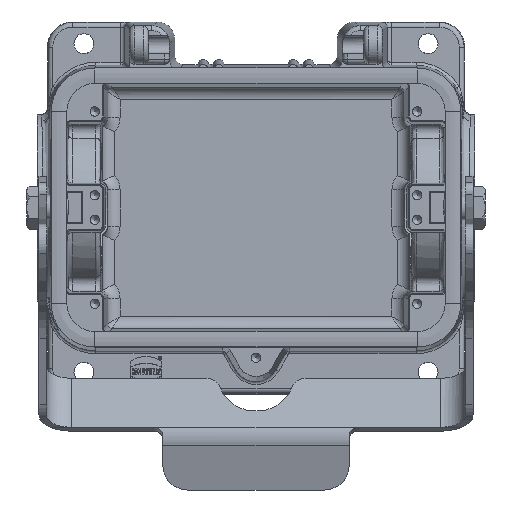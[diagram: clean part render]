
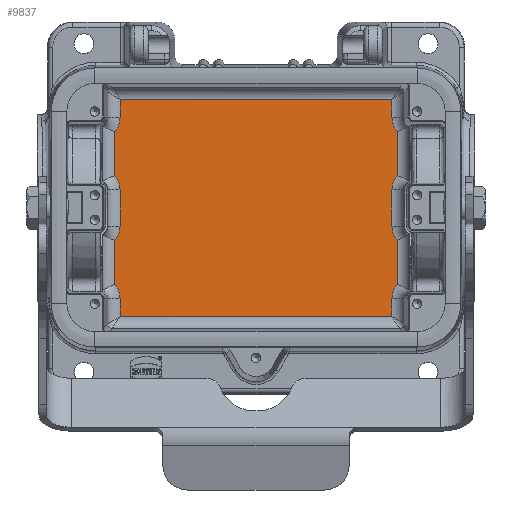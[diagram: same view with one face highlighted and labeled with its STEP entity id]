
A CAD part, top view. The second image highlights one B-rep face of the part: STEP entity #9837.
In plain terms, the highlighted planar face has unit normal (0, 0, 1).
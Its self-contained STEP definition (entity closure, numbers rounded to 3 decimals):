
#9662=CARTESIAN_POINT('',(0.0,0.0,-81.9));
#9663=DIRECTION('',(0.0,0.0,1.0));
#9664=DIRECTION('',(1.0,0.0,0.0));
#9665=AXIS2_PLACEMENT_3D('',#9662,#9663,#9664);
#9666=PLANE('',#9665);
#9667=CARTESIAN_POINT('',(-45.565,10.421,-81.9));
#9668=VERTEX_POINT('',#9667);
#9669=CARTESIAN_POINT('',(-43.865,5.9,-81.9));
#9670=VERTEX_POINT('',#9669);
#9671=CARTESIAN_POINT('',(-50.725,5.9,-81.9));
#9672=DIRECTION('',(0.0,0.0,-1.0));
#9673=DIRECTION('',(1.0,0.0,0.0));
#9674=AXIS2_PLACEMENT_3D('',#9671,#9672,#9673);
#9675=CIRCLE('',#9674,6.86);
#9676=EDGE_CURVE('',#9668,#9670,#9675,.T.);
#9677=ORIENTED_EDGE('',*,*,#9676,.T.);
#9678=CARTESIAN_POINT('',(-43.865,-5.9,-81.9));
#9679=VERTEX_POINT('',#9678);
#9680=CARTESIAN_POINT('',(-43.865,5.9,-81.9));
#9681=DIRECTION('',(0.0,-1.0,0.0));
#9682=VECTOR('',#9681,11.8);
#9683=LINE('',#9680,#9682);
#9684=EDGE_CURVE('',#9670,#9679,#9683,.T.);
#9685=ORIENTED_EDGE('',*,*,#9684,.T.);
#9686=CARTESIAN_POINT('',(-45.565,-10.421,-81.9));
#9687=VERTEX_POINT('',#9686);
#9688=CARTESIAN_POINT('',(-50.725,-5.9,-81.9));
#9689=DIRECTION('',(0.0,0.0,-1.0));
#9690=DIRECTION('',(1.0,0.0,0.0));
#9691=AXIS2_PLACEMENT_3D('',#9688,#9689,#9690);
#9692=CIRCLE('',#9691,6.86);
#9693=EDGE_CURVE('',#9679,#9687,#9692,.T.);
#9694=ORIENTED_EDGE('',*,*,#9693,.T.);
#9695=CARTESIAN_POINT('',(-45.565,-24.679,-81.9));
#9696=VERTEX_POINT('',#9695);
#9697=CARTESIAN_POINT('',(-45.565,-10.421,-81.9));
#9698=DIRECTION('',(0.0,-1.0,0.0));
#9699=VECTOR('',#9698,14.258);
#9700=LINE('',#9697,#9699);
#9701=EDGE_CURVE('',#9687,#9696,#9700,.T.);
#9702=ORIENTED_EDGE('',*,*,#9701,.T.);
#9703=CARTESIAN_POINT('',(-43.865,-29.2,-81.9));
#9704=VERTEX_POINT('',#9703);
#9705=CARTESIAN_POINT('',(-50.725,-29.2,-81.9));
#9706=DIRECTION('',(0.0,0.0,-1.0));
#9707=DIRECTION('',(1.0,0.0,0.0));
#9708=AXIS2_PLACEMENT_3D('',#9705,#9706,#9707);
#9709=CIRCLE('',#9708,6.86);
#9710=EDGE_CURVE('',#9696,#9704,#9709,.T.);
#9711=ORIENTED_EDGE('',*,*,#9710,.T.);
#9712=CARTESIAN_POINT('',(-43.865,-34.94,-81.9));
#9713=VERTEX_POINT('',#9712);
#9714=CARTESIAN_POINT('',(-43.865,-29.2,-81.9));
#9715=DIRECTION('',(0.0,-1.0,0.0));
#9716=VECTOR('',#9715,5.74);
#9717=LINE('',#9714,#9716);
#9718=EDGE_CURVE('',#9704,#9713,#9717,.T.);
#9719=ORIENTED_EDGE('',*,*,#9718,.T.);
#9720=CARTESIAN_POINT('',(43.865,-34.94,-81.9));
#9721=VERTEX_POINT('',#9720);
#9722=CARTESIAN_POINT('',(-43.865,-34.94,-81.9));
#9723=DIRECTION('',(1.0,0.0,0.0));
#9724=VECTOR('',#9723,87.729);
#9725=LINE('',#9722,#9724);
#9726=EDGE_CURVE('',#9713,#9721,#9725,.T.);
#9727=ORIENTED_EDGE('',*,*,#9726,.T.);
#9728=CARTESIAN_POINT('',(43.865,-29.2,-81.9));
#9729=VERTEX_POINT('',#9728);
#9730=CARTESIAN_POINT('',(43.865,-34.94,-81.9));
#9731=DIRECTION('',(0.0,1.0,0.0));
#9732=VECTOR('',#9731,5.74);
#9733=LINE('',#9730,#9732);
#9734=EDGE_CURVE('',#9721,#9729,#9733,.T.);
#9735=ORIENTED_EDGE('',*,*,#9734,.T.);
#9736=CARTESIAN_POINT('',(45.565,-24.679,-81.9));
#9737=VERTEX_POINT('',#9736);
#9738=CARTESIAN_POINT('',(50.725,-29.2,-81.9));
#9739=DIRECTION('',(0.0,0.0,-1.0));
#9740=DIRECTION('',(1.0,0.0,0.0));
#9741=AXIS2_PLACEMENT_3D('',#9738,#9739,#9740);
#9742=CIRCLE('',#9741,6.86);
#9743=EDGE_CURVE('',#9729,#9737,#9742,.T.);
#9744=ORIENTED_EDGE('',*,*,#9743,.T.);
#9745=CARTESIAN_POINT('',(45.565,-10.421,-81.9));
#9746=VERTEX_POINT('',#9745);
#9747=CARTESIAN_POINT('',(45.565,-24.679,-81.9));
#9748=DIRECTION('',(0.0,1.0,0.0));
#9749=VECTOR('',#9748,14.258);
#9750=LINE('',#9747,#9749);
#9751=EDGE_CURVE('',#9737,#9746,#9750,.T.);
#9752=ORIENTED_EDGE('',*,*,#9751,.T.);
#9753=CARTESIAN_POINT('',(43.865,-5.9,-81.9));
#9754=VERTEX_POINT('',#9753);
#9755=CARTESIAN_POINT('',(50.725,-5.9,-81.9));
#9756=DIRECTION('',(0.0,0.0,-1.0));
#9757=DIRECTION('',(1.0,0.0,0.0));
#9758=AXIS2_PLACEMENT_3D('',#9755,#9756,#9757);
#9759=CIRCLE('',#9758,6.86);
#9760=EDGE_CURVE('',#9746,#9754,#9759,.T.);
#9761=ORIENTED_EDGE('',*,*,#9760,.T.);
#9762=CARTESIAN_POINT('',(43.865,5.9,-81.9));
#9763=VERTEX_POINT('',#9762);
#9764=CARTESIAN_POINT('',(43.865,-5.9,-81.9));
#9765=DIRECTION('',(0.0,1.0,0.0));
#9766=VECTOR('',#9765,11.8);
#9767=LINE('',#9764,#9766);
#9768=EDGE_CURVE('',#9754,#9763,#9767,.T.);
#9769=ORIENTED_EDGE('',*,*,#9768,.T.);
#9770=CARTESIAN_POINT('',(45.565,10.421,-81.9));
#9771=VERTEX_POINT('',#9770);
#9772=CARTESIAN_POINT('',(50.725,5.9,-81.9));
#9773=DIRECTION('',(0.0,0.0,-1.0));
#9774=DIRECTION('',(1.0,0.0,0.0));
#9775=AXIS2_PLACEMENT_3D('',#9772,#9773,#9774);
#9776=CIRCLE('',#9775,6.86);
#9777=EDGE_CURVE('',#9763,#9771,#9776,.T.);
#9778=ORIENTED_EDGE('',*,*,#9777,.T.);
#9779=CARTESIAN_POINT('',(45.565,24.679,-81.9));
#9780=VERTEX_POINT('',#9779);
#9781=CARTESIAN_POINT('',(45.565,10.421,-81.9));
#9782=DIRECTION('',(0.0,1.0,0.0));
#9783=VECTOR('',#9782,14.258);
#9784=LINE('',#9781,#9783);
#9785=EDGE_CURVE('',#9771,#9780,#9784,.T.);
#9786=ORIENTED_EDGE('',*,*,#9785,.T.);
#9787=CARTESIAN_POINT('',(43.865,29.2,-81.9));
#9788=VERTEX_POINT('',#9787);
#9789=CARTESIAN_POINT('',(50.725,29.2,-81.9));
#9790=DIRECTION('',(0.0,0.0,-1.0));
#9791=DIRECTION('',(1.0,0.0,0.0));
#9792=AXIS2_PLACEMENT_3D('',#9789,#9790,#9791);
#9793=CIRCLE('',#9792,6.86);
#9794=EDGE_CURVE('',#9780,#9788,#9793,.T.);
#9795=ORIENTED_EDGE('',*,*,#9794,.T.);
#9796=CARTESIAN_POINT('',(43.865,34.94,-81.9));
#9797=VERTEX_POINT('',#9796);
#9798=CARTESIAN_POINT('',(43.865,29.2,-81.9));
#9799=DIRECTION('',(0.0,1.0,0.0));
#9800=VECTOR('',#9799,5.74);
#9801=LINE('',#9798,#9800);
#9802=EDGE_CURVE('',#9788,#9797,#9801,.T.);
#9803=ORIENTED_EDGE('',*,*,#9802,.T.);
#9804=CARTESIAN_POINT('',(-43.865,34.94,-81.9));
#9805=VERTEX_POINT('',#9804);
#9806=CARTESIAN_POINT('',(43.865,34.94,-81.9));
#9807=DIRECTION('',(-1.0,0.0,0.0));
#9808=VECTOR('',#9807,87.729);
#9809=LINE('',#9806,#9808);
#9810=EDGE_CURVE('',#9797,#9805,#9809,.T.);
#9811=ORIENTED_EDGE('',*,*,#9810,.T.);
#9812=CARTESIAN_POINT('',(-43.865,29.2,-81.9));
#9813=VERTEX_POINT('',#9812);
#9814=CARTESIAN_POINT('',(-43.865,34.94,-81.9));
#9815=DIRECTION('',(0.0,-1.0,0.0));
#9816=VECTOR('',#9815,5.74);
#9817=LINE('',#9814,#9816);
#9818=EDGE_CURVE('',#9805,#9813,#9817,.T.);
#9819=ORIENTED_EDGE('',*,*,#9818,.T.);
#9820=CARTESIAN_POINT('',(-45.565,24.679,-81.9));
#9821=VERTEX_POINT('',#9820);
#9822=CARTESIAN_POINT('',(-50.725,29.2,-81.9));
#9823=DIRECTION('',(0.0,0.0,-1.0));
#9824=DIRECTION('',(1.0,0.0,0.0));
#9825=AXIS2_PLACEMENT_3D('',#9822,#9823,#9824);
#9826=CIRCLE('',#9825,6.86);
#9827=EDGE_CURVE('',#9813,#9821,#9826,.T.);
#9828=ORIENTED_EDGE('',*,*,#9827,.T.);
#9829=CARTESIAN_POINT('',(-45.565,24.679,-81.9));
#9830=DIRECTION('',(0.0,-1.0,0.0));
#9831=VECTOR('',#9830,14.258);
#9832=LINE('',#9829,#9831);
#9833=EDGE_CURVE('',#9821,#9668,#9832,.T.);
#9834=ORIENTED_EDGE('',*,*,#9833,.T.);
#9835=EDGE_LOOP('',(#9677,#9685,#9694,#9702,#9711,#9719,#9727,#9735,#9744,#9752,#9761,#9769,#9778,#9786,#9795,#9803,#9811,#9819,#9828,#9834));
#9836=FACE_OUTER_BOUND('',#9835,.T.);
#9837=ADVANCED_FACE('',(#9836),#9666,.T.);
